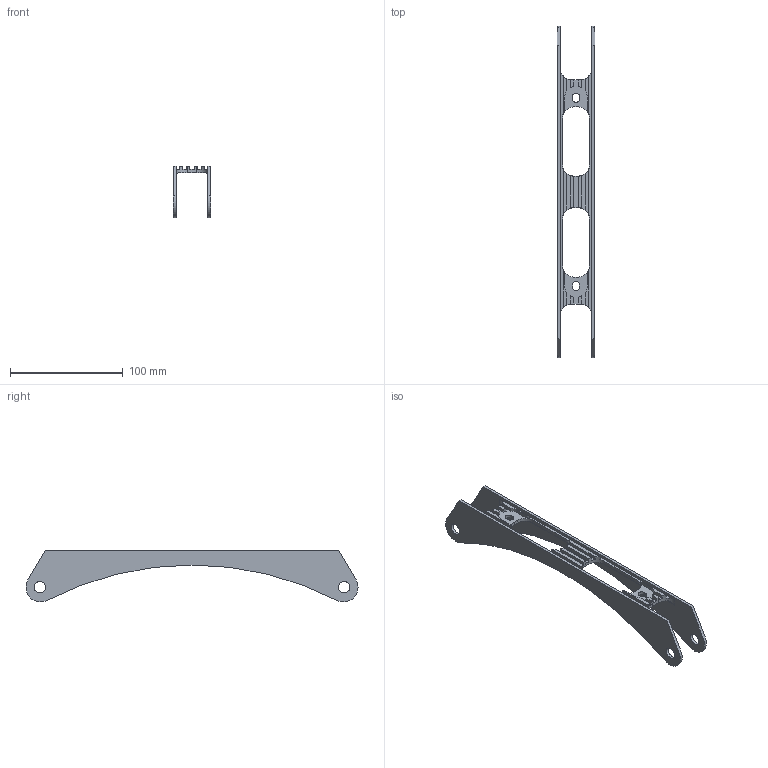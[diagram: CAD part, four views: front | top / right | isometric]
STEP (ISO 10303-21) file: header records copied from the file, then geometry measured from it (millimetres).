
FILE_DESCRIPTION(/* description */ (''),/* implementation_level */ '2;1');
FILE_NAME(/* name */ 'Core Large 270mm.step',/* time_stamp */ '2022-09-08T20:25:28-04:00',/* author */ (''),/* organization */ (''),/* preprocessor_version */ 'ST-DEVELOPER v19',/* originating_system */ 'Autodesk Translation Framework v11.7.0.108',/* authorisation */ '');
FILE_SCHEMA (('AUTOMOTIVE_DESIGN { 1 0 10303 214 3 1 1 }'));
Length unit declared in the file: millimetre
Products named in the file (1): Core-Large CDK
Bounding box: 33 x 294.62 x 45.99 mm (x, y, z)
Volume: 46147.4 mm3; surface area: 38744.9 mm2
Topology: 1 solids, 1 shells, 110 faces, 330 edges, 220 vertices
Faces by surface type: plane 74, cylinder 36
Full cylindrical faces by diameter (mm): 10.1 x4
Entity records: 3843 total; most frequent: CARTESIAN_POINT 729, ORIENTED_EDGE 660, DIRECTION 644, EDGE_CURVE 330, VERTEX_POINT 220, AXIS2_PLACEMENT_3D 215, LINE 214, VECTOR 214
